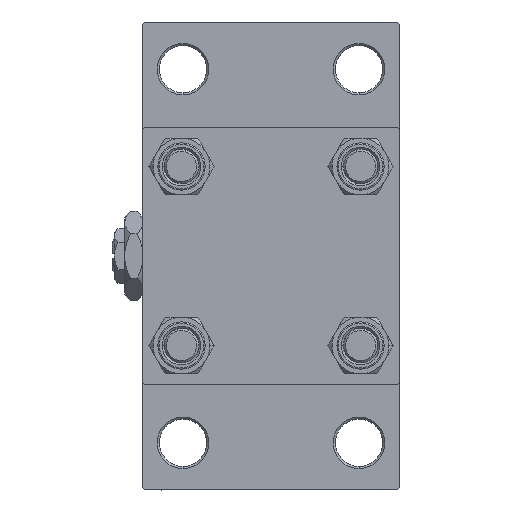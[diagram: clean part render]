
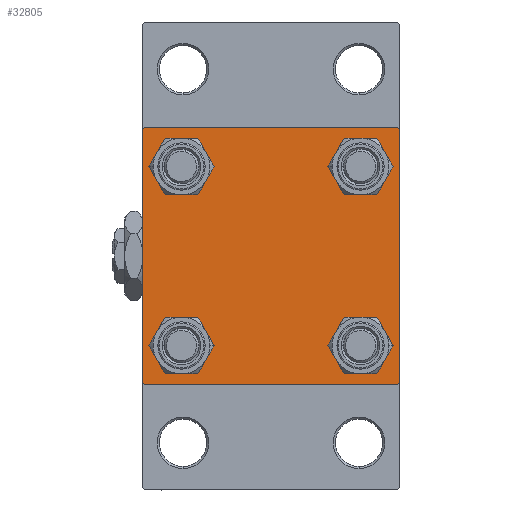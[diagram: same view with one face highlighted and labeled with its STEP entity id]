
A CAD part, left-side view. The second image highlights one B-rep face of the part: STEP entity #32805.
In plain terms, the highlighted planar face has unit normal (-1, 0, 0).
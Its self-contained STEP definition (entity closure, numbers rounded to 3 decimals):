
#208 = CARTESIAN_POINT ( 'NONE',  ( 0., -20.85, 25.35 ) ) ;
#881 = ORIENTED_EDGE ( 'NONE', *, *, #9055, .T. ) ;
#896 = VERTEX_POINT ( 'NONE', #208 ) ;
#1263 = LINE ( 'NONE', #34886, #32720 ) ;
#1823 = ORIENTED_EDGE ( 'NONE', *, *, #16742, .T. ) ;
#1918 = DIRECTION ( 'NONE',  ( 1., 0., 0. ) ) ;
#2020 = ORIENTED_EDGE ( 'NONE', *, *, #49177, .F. ) ;
#2179 = AXIS2_PLACEMENT_3D ( 'NONE', #10652, #22120, #29580 ) ;
#2200 = CARTESIAN_POINT ( 'NONE',  ( 0., 29.75, -29.75 ) ) ;
#2422 = EDGE_CURVE ( 'NONE', #3835, #31363, #10658, .T. ) ;
#3334 = VERTEX_POINT ( 'NONE', #17913 ) ;
#3464 = CARTESIAN_POINT ( 'NONE',  ( 0., 29.5, -30. ) ) ;
#3593 = VERTEX_POINT ( 'NONE', #39520 ) ;
#3781 = EDGE_LOOP ( 'NONE', ( #17744, #5944 ) ) ;
#3835 = VERTEX_POINT ( 'NONE', #27740 ) ;
#3875 = ORIENTED_EDGE ( 'NONE', *, *, #17575, .T. ) ;
#4206 = EDGE_LOOP ( 'NONE', ( #44604, #30954 ) ) ;
#5944 = ORIENTED_EDGE ( 'NONE', *, *, #14204, .T. ) ;
#6240 = CARTESIAN_POINT ( 'NONE',  ( 0., 20.85, -16.35 ) ) ;
#6357 = DIRECTION ( 'NONE',  ( 0., 0., -1. ) ) ;
#6560 = VERTEX_POINT ( 'NONE', #6240 ) ;
#6568 = DIRECTION ( 'NONE',  ( 0., 0., 1. ) ) ;
#6862 = DIRECTION ( 'NONE',  ( 1., 0., 0. ) ) ;
#7533 = DIRECTION ( 'NONE',  ( 0., 0., 1. ) ) ;
#7828 = VECTOR ( 'NONE', #30048, 1000. ) ;
#8080 = PLANE ( 'NONE',  #30380 ) ;
#8442 = DIRECTION ( 'NONE',  ( 0., -0.707, 0.707 ) ) ;
#9055 = EDGE_CURVE ( 'NONE', #3835, #3334, #44413, .T. ) ;
#9435 = DIRECTION ( 'NONE',  ( 0., 0., 1. ) ) ;
#9837 = CARTESIAN_POINT ( 'NONE',  ( 0., 20.85, 20.85 ) ) ;
#9854 = ORIENTED_EDGE ( 'NONE', *, *, #21343, .T. ) ;
#9943 = LINE ( 'NONE', #25867, #45246 ) ;
#10005 = VERTEX_POINT ( 'NONE', #19466 ) ;
#10106 = CARTESIAN_POINT ( 'NONE',  ( 0., 30., 30. ) ) ;
#10190 = DIRECTION ( 'NONE',  ( 0., -1., 0. ) ) ;
#10346 = CIRCLE ( 'NONE', #46131, 4.5 ) ;
#10652 = CARTESIAN_POINT ( 'NONE',  ( 0., -20.85, 20.85 ) ) ;
#10658 = LINE ( 'NONE', #25358, #36219 ) ;
#11152 = EDGE_CURVE ( 'NONE', #3593, #896, #49133, .T. ) ;
#11771 = VERTEX_POINT ( 'NONE', #3464 ) ;
#11820 = FACE_OUTER_BOUND ( 'NONE', #26274, .T. ) ;
#12566 = FACE_BOUND ( 'NONE', #28875, .T. ) ;
#12952 = VERTEX_POINT ( 'NONE', #40619 ) ;
#13678 = CARTESIAN_POINT ( 'NONE',  ( 0., -20.85, -20.85 ) ) ;
#13924 = DIRECTION ( 'NONE',  ( 0., -0.707, -0.707 ) ) ;
#14135 = CARTESIAN_POINT ( 'NONE',  ( 0., -30., -29.5 ) ) ;
#14204 = EDGE_CURVE ( 'NONE', #20081, #12952, #47189, .T. ) ;
#15946 = EDGE_CURVE ( 'NONE', #36754, #31363, #28384, .T. ) ;
#16602 = CIRCLE ( 'NONE', #34074, 4.5 ) ;
#16742 = EDGE_CURVE ( 'NONE', #43736, #37665, #24435, .T. ) ;
#16816 = FACE_BOUND ( 'NONE', #4206, .T. ) ;
#17067 = VERTEX_POINT ( 'NONE', #30396 ) ;
#17319 = DIRECTION ( 'NONE',  ( -1., 0., 0. ) ) ;
#17575 = EDGE_CURVE ( 'NONE', #37665, #43736, #46679, .T. ) ;
#17744 = ORIENTED_EDGE ( 'NONE', *, *, #29042, .T. ) ;
#17913 = CARTESIAN_POINT ( 'NONE',  ( 0., -29.5, 30. ) ) ;
#18597 = CARTESIAN_POINT ( 'NONE',  ( 0., 30., 29.5 ) ) ;
#18853 = LINE ( 'NONE', #19343, #7828 ) ;
#19343 = CARTESIAN_POINT ( 'NONE',  ( 0., 29.75, 29.75 ) ) ;
#19403 = CARTESIAN_POINT ( 'NONE',  ( 0., -20.85, -25.35 ) ) ;
#19466 = CARTESIAN_POINT ( 'NONE',  ( 0., 29.5, 30. ) ) ;
#20081 = VERTEX_POINT ( 'NONE', #19403 ) ;
#20240 = DIRECTION ( 'NONE',  ( 0., -1., 0. ) ) ;
#20924 = DIRECTION ( 'NONE',  ( 1., 0., 0. ) ) ;
#21261 = AXIS2_PLACEMENT_3D ( 'NONE', #41901, #48915, #7533 ) ;
#21343 = EDGE_CURVE ( 'NONE', #17067, #11771, #33074, .T. ) ;
#21839 = EDGE_CURVE ( 'NONE', #43927, #6560, #16602, .T. ) ;
#22120 = DIRECTION ( 'NONE',  ( 1., 0., 0. ) ) ;
#22237 = EDGE_CURVE ( 'NONE', #11771, #36754, #9943, .T. ) ;
#22677 = ORIENTED_EDGE ( 'NONE', *, *, #24884, .T. ) ;
#23042 = CARTESIAN_POINT ( 'NONE',  ( 0., 20.85, 16.35 ) ) ;
#23604 = AXIS2_PLACEMENT_3D ( 'NONE', #9837, #25029, #48688 ) ;
#24264 = EDGE_CURVE ( 'NONE', #10005, #39436, #18853, .T. ) ;
#24435 = CIRCLE ( 'NONE', #21261, 4.5 ) ;
#24884 = EDGE_CURVE ( 'NONE', #896, #3593, #10346, .T. ) ;
#25029 = DIRECTION ( 'NONE',  ( 1., 0., 0. ) ) ;
#25358 = CARTESIAN_POINT ( 'NONE',  ( 0., -30., 30. ) ) ;
#25419 = EDGE_CURVE ( 'NONE', #39436, #17067, #29035, .T. ) ;
#25867 = CARTESIAN_POINT ( 'NONE',  ( 0., 30., -30. ) ) ;
#25959 = DIRECTION ( 'NONE',  ( 1., 0., 0. ) ) ;
#25971 = DIRECTION ( 'NONE',  ( 0., 0.707, 0.707 ) ) ;
#26274 = EDGE_LOOP ( 'NONE', ( #37975, #9854, #46052, #33402, #40367, #881, #2020, #32358 ) ) ;
#27189 = DIRECTION ( 'NONE',  ( 0., 0., 1. ) ) ;
#27740 = CARTESIAN_POINT ( 'NONE',  ( 0., -30., 29.5 ) ) ;
#27747 = CARTESIAN_POINT ( 'NONE',  ( 0., 0., 0. ) ) ;
#28151 = CARTESIAN_POINT ( 'NONE',  ( 0., -29.5, -30. ) ) ;
#28384 = LINE ( 'NONE', #39337, #38661 ) ;
#28555 = VECTOR ( 'NONE', #13924, 1000. ) ;
#28804 = AXIS2_PLACEMENT_3D ( 'NONE', #30350, #34797, #37570 ) ;
#28875 = EDGE_LOOP ( 'NONE', ( #3875, #1823 ) ) ;
#29035 = LINE ( 'NONE', #10106, #34870 ) ;
#29042 = EDGE_CURVE ( 'NONE', #12952, #20081, #45386, .T. ) ;
#29580 = DIRECTION ( 'NONE',  ( 0., 0., 1. ) ) ;
#30048 = DIRECTION ( 'NONE',  ( 0., 0.707, -0.707 ) ) ;
#30273 = AXIS2_PLACEMENT_3D ( 'NONE', #13678, #20924, #9435 ) ;
#30350 = CARTESIAN_POINT ( 'NONE',  ( 0., 20.85, -20.85 ) ) ;
#30380 = AXIS2_PLACEMENT_3D ( 'NONE', #27747, #17319, #6568 ) ;
#30396 = CARTESIAN_POINT ( 'NONE',  ( 0., 30., -29.5 ) ) ;
#30736 = VECTOR ( 'NONE', #25971, 1000. ) ;
#30954 = ORIENTED_EDGE ( 'NONE', *, *, #21839, .T. ) ;
#31256 = EDGE_CURVE ( 'NONE', #6560, #43927, #33540, .T. ) ;
#31363 = VERTEX_POINT ( 'NONE', #14135 ) ;
#31457 = CARTESIAN_POINT ( 'NONE',  ( 0., 20.85, 25.35 ) ) ;
#31486 = FACE_BOUND ( 'NONE', #36179, .T. ) ;
#31812 = DIRECTION ( 'NONE',  ( 0., 0., 1. ) ) ;
#32358 = ORIENTED_EDGE ( 'NONE', *, *, #24264, .T. ) ;
#32720 = VECTOR ( 'NONE', #20240, 1000. ) ;
#32805 = ADVANCED_FACE ( 'NONE', ( #31486, #46691, #16816, #12566, #11820 ), #8080, .T. ) ;
#33074 = LINE ( 'NONE', #2200, #28555 ) ;
#33402 = ORIENTED_EDGE ( 'NONE', *, *, #15946, .T. ) ;
#33540 = CIRCLE ( 'NONE', #28804, 4.5 ) ;
#34074 = AXIS2_PLACEMENT_3D ( 'NONE', #38148, #6862, #27189 ) ;
#34797 = DIRECTION ( 'NONE',  ( 1., 0., 0. ) ) ;
#34870 = VECTOR ( 'NONE', #6357, 1000. ) ;
#34886 = CARTESIAN_POINT ( 'NONE',  ( 0., 30., 30. ) ) ;
#35756 = ORIENTED_EDGE ( 'NONE', *, *, #11152, .T. ) ;
#36046 = CARTESIAN_POINT ( 'NONE',  ( 0., -20.85, -20.85 ) ) ;
#36179 = EDGE_LOOP ( 'NONE', ( #22677, #35756 ) ) ;
#36219 = VECTOR ( 'NONE', #44043, 1000. ) ;
#36679 = CARTESIAN_POINT ( 'NONE',  ( 0., -29.75, 29.75 ) ) ;
#36754 = VERTEX_POINT ( 'NONE', #28151 ) ;
#37570 = DIRECTION ( 'NONE',  ( 0., 0., 1. ) ) ;
#37665 = VERTEX_POINT ( 'NONE', #31457 ) ;
#37975 = ORIENTED_EDGE ( 'NONE', *, *, #25419, .T. ) ;
#38148 = CARTESIAN_POINT ( 'NONE',  ( 0., 20.85, -20.85 ) ) ;
#38396 = AXIS2_PLACEMENT_3D ( 'NONE', #36046, #1918, #31812 ) ;
#38661 = VECTOR ( 'NONE', #8442, 1000. ) ;
#39337 = CARTESIAN_POINT ( 'NONE',  ( 0., -29.75, -29.75 ) ) ;
#39436 = VERTEX_POINT ( 'NONE', #18597 ) ;
#39520 = CARTESIAN_POINT ( 'NONE',  ( 0., -20.85, 16.35 ) ) ;
#40367 = ORIENTED_EDGE ( 'NONE', *, *, #2422, .F. ) ;
#40619 = CARTESIAN_POINT ( 'NONE',  ( 0., -20.85, -16.35 ) ) ;
#40897 = CARTESIAN_POINT ( 'NONE',  ( 0., -20.85, 20.85 ) ) ;
#41901 = CARTESIAN_POINT ( 'NONE',  ( 0., 20.85, 20.85 ) ) ;
#43736 = VERTEX_POINT ( 'NONE', #23042 ) ;
#43927 = VERTEX_POINT ( 'NONE', #48676 ) ;
#44043 = DIRECTION ( 'NONE',  ( 0., 0., -1. ) ) ;
#44413 = LINE ( 'NONE', #36679, #30736 ) ;
#44604 = ORIENTED_EDGE ( 'NONE', *, *, #31256, .T. ) ;
#45125 = DIRECTION ( 'NONE',  ( 0., 0., 1. ) ) ;
#45246 = VECTOR ( 'NONE', #10190, 1000. ) ;
#45386 = CIRCLE ( 'NONE', #30273, 4.5 ) ;
#46052 = ORIENTED_EDGE ( 'NONE', *, *, #22237, .T. ) ;
#46131 = AXIS2_PLACEMENT_3D ( 'NONE', #40897, #25959, #45125 ) ;
#46679 = CIRCLE ( 'NONE', #23604, 4.5 ) ;
#46691 = FACE_BOUND ( 'NONE', #3781, .T. ) ;
#47189 = CIRCLE ( 'NONE', #38396, 4.5 ) ;
#48676 = CARTESIAN_POINT ( 'NONE',  ( 0., 20.85, -25.35 ) ) ;
#48688 = DIRECTION ( 'NONE',  ( 0., 0., 1. ) ) ;
#48915 = DIRECTION ( 'NONE',  ( 1., 0., 0. ) ) ;
#49133 = CIRCLE ( 'NONE', #2179, 4.5 ) ;
#49177 = EDGE_CURVE ( 'NONE', #10005, #3334, #1263, .T. ) ;
